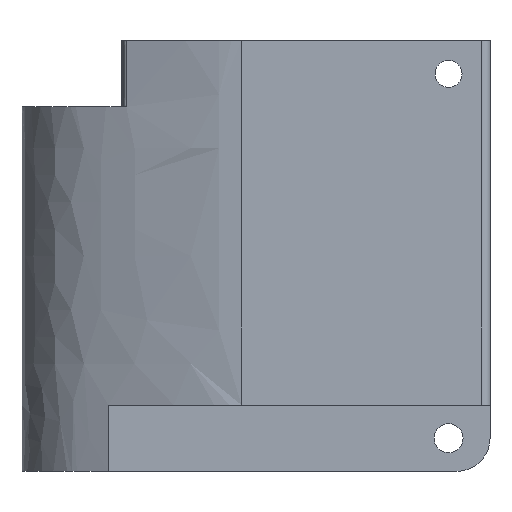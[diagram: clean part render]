
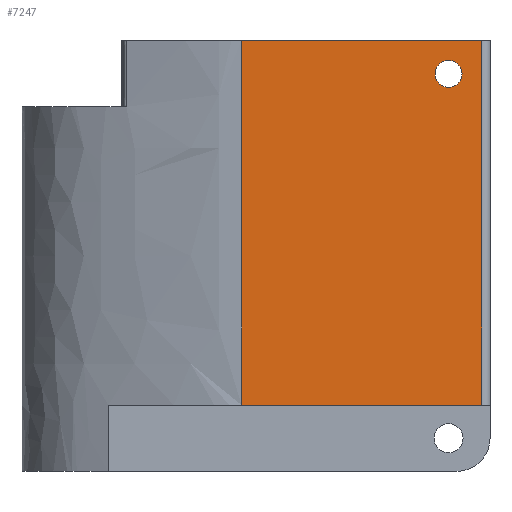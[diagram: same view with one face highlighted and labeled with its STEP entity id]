
A CAD part, left-side view. The second image highlights one B-rep face of the part: STEP entity #7247.
In plain terms, the highlighted planar face has unit normal (-1, 0, 0).
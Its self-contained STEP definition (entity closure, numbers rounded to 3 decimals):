
#1487 = SURFACE_OF_LINEAR_EXTRUSION('',#1488,#1496);
#1488 = B_SPLINE_CURVE_WITH_KNOTS('',3,(#1489,#1490,#1491,#1492,#1493,
    #1494,#1495),.UNSPECIFIED.,.F.,.F.,(4,1,1,1,4),(0.,0.25,0.5,0.75,1.)
  ,.QUASI_UNIFORM_KNOTS.);
#1489 = CARTESIAN_POINT('',(0.,103.,104.));
#1490 = CARTESIAN_POINT('',(-10.629,103.,104.));
#1491 = CARTESIAN_POINT('',(-22.752,93.528,104.));
#1492 = CARTESIAN_POINT('',(-24.454,88.533,104.));
#1493 = CARTESIAN_POINT('',(-29.059,80.768,104.));
#1494 = CARTESIAN_POINT('',(-36.5,55.81,104.));
#1495 = CARTESIAN_POINT('',(-36.5,50.,104.));
#1496 = VECTOR('',#1497,1.);
#1497 = DIRECTION('',(0.,0.,1.));
#4958 = PLANE('',#4959);
#4959 = AXIS2_PLACEMENT_3D('',#4960,#4961,#4962);
#4960 = CARTESIAN_POINT('',(0.,46.5,104.));
#4961 = DIRECTION('',(0.,0.,1.));
#4962 = DIRECTION('',(1.,0.,0.));
#4986 = CYLINDRICAL_SURFACE('',#4987,2.);
#4987 = AXIS2_PLACEMENT_3D('',#4988,#4989,#4990);
#4988 = CARTESIAN_POINT('',(-34.5,-8.,16.));
#4989 = DIRECTION('',(0.,0.,1.));
#4990 = DIRECTION('',(0.,-1.,0.));
#5012 = PLANE('',#5013);
#5013 = AXIS2_PLACEMENT_3D('',#5014,#5015,#5016);
#5014 = CARTESIAN_POINT('',(0.,46.5,16.));
#5015 = DIRECTION('',(0.,0.,1.));
#5016 = DIRECTION('',(1.,0.,0.));
#5030 = VERTEX_POINT('',#5031);
#5031 = CARTESIAN_POINT('',(-36.5,50.,104.));
#5213 = VERTEX_POINT('',#5214);
#5214 = CARTESIAN_POINT('',(-36.5,50.,16.));
#5379 = EDGE_CURVE('',#5030,#5213,#5380,.T.);
#5380 = SURFACE_CURVE('',#5381,(#5385,#5392),.PCURVE_S1.);
#5381 = LINE('',#5382,#5383);
#5382 = CARTESIAN_POINT('',(-36.5,50.,104.));
#5383 = VECTOR('',#5384,1.);
#5384 = DIRECTION('',(-0.,-0.,-1.));
#5385 = PCURVE('',#1487,#5386);
#5386 = DEFINITIONAL_REPRESENTATION('',(#5387),#5391);
#5387 = LINE('',#5388,#5389);
#5388 = CARTESIAN_POINT('',(1.,0.));
#5389 = VECTOR('',#5390,1.);
#5390 = DIRECTION('',(0.,-1.));
#5391 = ( GEOMETRIC_REPRESENTATION_CONTEXT(2) 
PARAMETRIC_REPRESENTATION_CONTEXT() REPRESENTATION_CONTEXT('2D SPACE',''
  ) );
#5392 = PCURVE('',#5393,#5398);
#5393 = PLANE('',#5394);
#5394 = AXIS2_PLACEMENT_3D('',#5395,#5396,#5397);
#5395 = CARTESIAN_POINT('',(-36.5,-10.,16.));
#5396 = DIRECTION('',(-1.,0.,0.));
#5397 = DIRECTION('',(0.,1.,0.));
#5398 = DEFINITIONAL_REPRESENTATION('',(#5399),#5403);
#5399 = LINE('',#5400,#5401);
#5400 = CARTESIAN_POINT('',(60.,-88.));
#5401 = VECTOR('',#5402,1.);
#5402 = DIRECTION('',(0.,1.));
#5403 = ( GEOMETRIC_REPRESENTATION_CONTEXT(2) 
PARAMETRIC_REPRESENTATION_CONTEXT() REPRESENTATION_CONTEXT('2D SPACE',''
  ) );
#5570 = CYLINDRICAL_SURFACE('',#5571,3.25);
#5571 = AXIS2_PLACEMENT_3D('',#5572,#5573,#5574);
#5572 = CARTESIAN_POINT('',(36.5,0.,96.));
#5573 = DIRECTION('',(1.,0.,0.));
#5574 = DIRECTION('',(0.,1.,0.));
#7116 = EDGE_CURVE('',#7117,#5213,#7119,.T.);
#7117 = VERTEX_POINT('',#7118);
#7118 = CARTESIAN_POINT('',(-36.5,-8.,16.));
#7119 = SURFACE_CURVE('',#7120,(#7124,#7131),.PCURVE_S1.);
#7120 = LINE('',#7121,#7122);
#7121 = CARTESIAN_POINT('',(-36.5,-10.,16.));
#7122 = VECTOR('',#7123,1.);
#7123 = DIRECTION('',(0.,1.,0.));
#7124 = PCURVE('',#5012,#7125);
#7125 = DEFINITIONAL_REPRESENTATION('',(#7126),#7130);
#7126 = LINE('',#7127,#7128);
#7127 = CARTESIAN_POINT('',(-36.5,-56.5));
#7128 = VECTOR('',#7129,1.);
#7129 = DIRECTION('',(0.,1.));
#7130 = ( GEOMETRIC_REPRESENTATION_CONTEXT(2) 
PARAMETRIC_REPRESENTATION_CONTEXT() REPRESENTATION_CONTEXT('2D SPACE',''
  ) );
#7131 = PCURVE('',#5393,#7132);
#7132 = DEFINITIONAL_REPRESENTATION('',(#7133),#7137);
#7133 = LINE('',#7134,#7135);
#7134 = CARTESIAN_POINT('',(0.,0.));
#7135 = VECTOR('',#7136,1.);
#7136 = DIRECTION('',(1.,0.));
#7137 = ( GEOMETRIC_REPRESENTATION_CONTEXT(2) 
PARAMETRIC_REPRESENTATION_CONTEXT() REPRESENTATION_CONTEXT('2D SPACE',''
  ) );
#7169 = EDGE_CURVE('',#7117,#7170,#7172,.T.);
#7170 = VERTEX_POINT('',#7171);
#7171 = CARTESIAN_POINT('',(-36.5,-8.,104.));
#7172 = SURFACE_CURVE('',#7173,(#7177,#7184),.PCURVE_S1.);
#7173 = LINE('',#7174,#7175);
#7174 = CARTESIAN_POINT('',(-36.5,-8.,16.));
#7175 = VECTOR('',#7176,1.);
#7176 = DIRECTION('',(0.,0.,1.));
#7177 = PCURVE('',#4986,#7178);
#7178 = DEFINITIONAL_REPRESENTATION('',(#7179),#7183);
#7179 = LINE('',#7180,#7181);
#7180 = CARTESIAN_POINT('',(-1.571,0.));
#7181 = VECTOR('',#7182,1.);
#7182 = DIRECTION('',(-0.,1.));
#7183 = ( GEOMETRIC_REPRESENTATION_CONTEXT(2) 
PARAMETRIC_REPRESENTATION_CONTEXT() REPRESENTATION_CONTEXT('2D SPACE',''
  ) );
#7184 = PCURVE('',#5393,#7185);
#7185 = DEFINITIONAL_REPRESENTATION('',(#7186),#7190);
#7186 = LINE('',#7187,#7188);
#7187 = CARTESIAN_POINT('',(2.,0.));
#7188 = VECTOR('',#7189,1.);
#7189 = DIRECTION('',(0.,-1.));
#7190 = ( GEOMETRIC_REPRESENTATION_CONTEXT(2) 
PARAMETRIC_REPRESENTATION_CONTEXT() REPRESENTATION_CONTEXT('2D SPACE',''
  ) );
#7222 = EDGE_CURVE('',#7170,#5030,#7223,.T.);
#7223 = SURFACE_CURVE('',#7224,(#7228,#7235),.PCURVE_S1.);
#7224 = LINE('',#7225,#7226);
#7225 = CARTESIAN_POINT('',(-36.5,-10.,104.));
#7226 = VECTOR('',#7227,1.);
#7227 = DIRECTION('',(0.,1.,0.));
#7228 = PCURVE('',#4958,#7229);
#7229 = DEFINITIONAL_REPRESENTATION('',(#7230),#7234);
#7230 = LINE('',#7231,#7232);
#7231 = CARTESIAN_POINT('',(-36.5,-56.5));
#7232 = VECTOR('',#7233,1.);
#7233 = DIRECTION('',(0.,1.));
#7234 = ( GEOMETRIC_REPRESENTATION_CONTEXT(2) 
PARAMETRIC_REPRESENTATION_CONTEXT() REPRESENTATION_CONTEXT('2D SPACE',''
  ) );
#7235 = PCURVE('',#5393,#7236);
#7236 = DEFINITIONAL_REPRESENTATION('',(#7237),#7241);
#7237 = LINE('',#7238,#7239);
#7238 = CARTESIAN_POINT('',(0.,-88.));
#7239 = VECTOR('',#7240,1.);
#7240 = DIRECTION('',(1.,0.));
#7241 = ( GEOMETRIC_REPRESENTATION_CONTEXT(2) 
PARAMETRIC_REPRESENTATION_CONTEXT() REPRESENTATION_CONTEXT('2D SPACE',''
  ) );
#7247 = ADVANCED_FACE('',(#7248,#7254),#5393,.T.);
#7248 = FACE_BOUND('',#7249,.T.);
#7249 = EDGE_LOOP('',(#7250,#7251,#7252,#7253));
#7250 = ORIENTED_EDGE('',*,*,#7116,.F.);
#7251 = ORIENTED_EDGE('',*,*,#7169,.T.);
#7252 = ORIENTED_EDGE('',*,*,#7222,.T.);
#7253 = ORIENTED_EDGE('',*,*,#5379,.T.);
#7254 = FACE_BOUND('',#7255,.T.);
#7255 = EDGE_LOOP('',(#7256));
#7256 = ORIENTED_EDGE('',*,*,#7257,.T.);
#7257 = EDGE_CURVE('',#7258,#7258,#7260,.T.);
#7258 = VERTEX_POINT('',#7259);
#7259 = CARTESIAN_POINT('',(-36.5,3.25,96.));
#7260 = SURFACE_CURVE('',#7261,(#7266,#7277),.PCURVE_S1.);
#7261 = CIRCLE('',#7262,3.25);
#7262 = AXIS2_PLACEMENT_3D('',#7263,#7264,#7265);
#7263 = CARTESIAN_POINT('',(-36.5,0.,96.));
#7264 = DIRECTION('',(1.,0.,0.));
#7265 = DIRECTION('',(0.,1.,0.));
#7266 = PCURVE('',#5393,#7267);
#7267 = DEFINITIONAL_REPRESENTATION('',(#7268),#7276);
#7268 = ( BOUNDED_CURVE() B_SPLINE_CURVE(2,(#7269,#7270,#7271,#7272,
#7273,#7274,#7275),.UNSPECIFIED.,.T.,.F.) B_SPLINE_CURVE_WITH_KNOTS((1,2
    ,2,2,2,1),(-2.094,0.,2.094,4.189,
6.283,8.378),.UNSPECIFIED.) CURVE() 
GEOMETRIC_REPRESENTATION_ITEM() RATIONAL_B_SPLINE_CURVE((1.,0.5,1.,0.5,
1.,0.5,1.)) REPRESENTATION_ITEM('') );
#7269 = CARTESIAN_POINT('',(13.25,-80.));
#7270 = CARTESIAN_POINT('',(13.25,-85.629));
#7271 = CARTESIAN_POINT('',(8.375,-82.815));
#7272 = CARTESIAN_POINT('',(3.5,-80.));
#7273 = CARTESIAN_POINT('',(8.375,-77.185));
#7274 = CARTESIAN_POINT('',(13.25,-74.371));
#7275 = CARTESIAN_POINT('',(13.25,-80.));
#7276 = ( GEOMETRIC_REPRESENTATION_CONTEXT(2) 
PARAMETRIC_REPRESENTATION_CONTEXT() REPRESENTATION_CONTEXT('2D SPACE',''
  ) );
#7277 = PCURVE('',#5570,#7278);
#7278 = DEFINITIONAL_REPRESENTATION('',(#7279),#7283);
#7279 = LINE('',#7280,#7281);
#7280 = CARTESIAN_POINT('',(0.,-73.));
#7281 = VECTOR('',#7282,1.);
#7282 = DIRECTION('',(1.,0.));
#7283 = ( GEOMETRIC_REPRESENTATION_CONTEXT(2) 
PARAMETRIC_REPRESENTATION_CONTEXT() REPRESENTATION_CONTEXT('2D SPACE',''
  ) );
